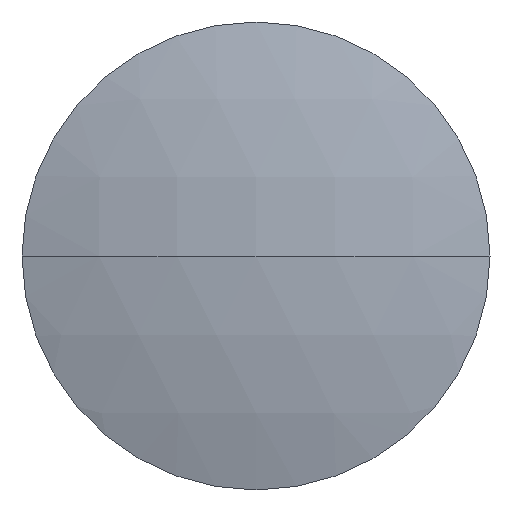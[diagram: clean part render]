
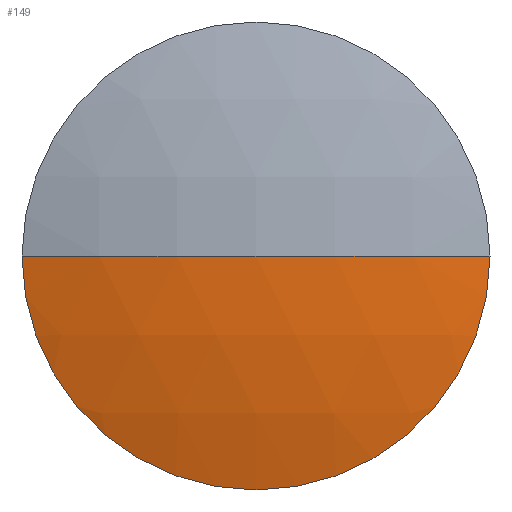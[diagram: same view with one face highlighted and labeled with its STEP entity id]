
A CAD part, left-side view. The second image highlights one B-rep face of the part: STEP entity #149.
In plain terms, the highlighted spherical face has radius 89.2 mm.
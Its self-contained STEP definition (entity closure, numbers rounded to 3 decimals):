
#1 = EDGE_CURVE ( 'NONE', #116, #78, #148, .T. ) ;
#2 = EDGE_LOOP ( 'NONE', ( #47, #9, #128 ) ) ;
#8 = CARTESIAN_POINT ( 'NONE',  ( 334.482, 130.434, 0. ) ) ;
#9 = ORIENTED_EDGE ( 'NONE', *, *, #1, .T. ) ;
#11 = DIRECTION ( 'NONE',  ( 0., 1., 0. ) ) ;
#17 = CIRCLE ( 'NONE', #75, 89.2 ) ;
#29 = DIRECTION ( 'NONE',  ( 0., 0., 1. ) ) ;
#36 = SPHERICAL_SURFACE ( 'NONE', #48, 89.2 ) ;
#41 = EDGE_CURVE ( 'NONE', #165, #116, #181, .T. ) ;
#46 = EDGE_CURVE ( 'NONE', #165, #78, #17, .T. ) ;
#47 = ORIENTED_EDGE ( 'NONE', *, *, #41, .T. ) ;
#48 = AXIS2_PLACEMENT_3D ( 'NONE', #187, #52, #161 ) ;
#52 = DIRECTION ( 'NONE',  ( 0., 0., -1. ) ) ;
#65 = AXIS2_PLACEMENT_3D ( 'NONE', #8, #184, #11 ) ;
#69 = CARTESIAN_POINT ( 'NONE',  ( 248.857, 130.434, 0. ) ) ;
#75 = AXIS2_PLACEMENT_3D ( 'NONE', #188, #29, #111 ) ;
#76 = FACE_OUTER_BOUND ( 'NONE', #2, .T. ) ;
#78 = VERTEX_POINT ( 'NONE', #112 ) ;
#111 = DIRECTION ( 'NONE',  ( 1., 0., 0. ) ) ;
#112 = CARTESIAN_POINT ( 'NONE',  ( 245.282, 130.434, 0. ) ) ;
#116 = VERTEX_POINT ( 'NONE', #192 ) ;
#128 = ORIENTED_EDGE ( 'NONE', *, *, #46, .F. ) ;
#137 = CARTESIAN_POINT ( 'NONE',  ( 248.857, 155.434, 0. ) ) ;
#148 = CIRCLE ( 'NONE', #65, 89.2 ) ;
#149 = ADVANCED_FACE ( 'NONE', ( #76 ), #36, .T. ) ;
#157 = AXIS2_PLACEMENT_3D ( 'NONE', #69, #174, #190 ) ;
#161 = DIRECTION ( 'NONE',  ( 0., 1., 0. ) ) ;
#165 = VERTEX_POINT ( 'NONE', #137 ) ;
#174 = DIRECTION ( 'NONE',  ( -1., 0., 0. ) ) ;
#181 = CIRCLE ( 'NONE', #157, 25. ) ;
#184 = DIRECTION ( 'NONE',  ( 0., 0., -1. ) ) ;
#187 = CARTESIAN_POINT ( 'NONE',  ( 334.482, 130.434, 0. ) ) ;
#188 = CARTESIAN_POINT ( 'NONE',  ( 334.482, 130.434, 0. ) ) ;
#190 = DIRECTION ( 'NONE',  ( 0., -1., 0. ) ) ;
#192 = CARTESIAN_POINT ( 'NONE',  ( 248.857, 105.434, 0. ) ) ;
